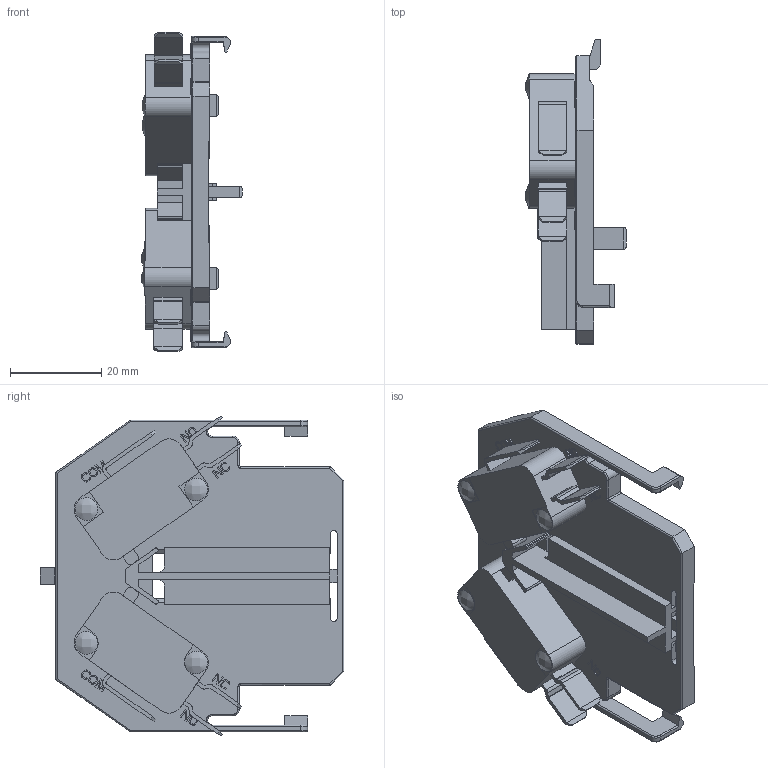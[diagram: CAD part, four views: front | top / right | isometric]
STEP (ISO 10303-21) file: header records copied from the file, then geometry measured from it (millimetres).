
FILE_DESCRIPTION (( 'STEP AP203' ), '1' );
FILE_NAME ('WDPAXFD22.STEP', '2024-08-08T18:14:36', ( '' ), ( '' ), 'SwSTEP 2.0', 'SolidWorks 2023', '' );
FILE_SCHEMA (( 'CONFIG_CONTROL_DESIGN' ));
Length unit declared in the file: inch
Products named in the file (1): WDPAXFD22
Bounding box: 22.01 x 66.8 x 70.21 mm (x, y, z)
Volume: 17177.9 mm3; surface area: 18499.3 mm2
Topology: 8 solids, 8 shells, 1045 faces, 2894 edges, 1904 vertices
Faces by surface type: plane 814, cylinder 201, bspline 22, cone 8
Entity records: 33838 total; most frequent: CARTESIAN_POINT 6930, ORIENTED_EDGE 5772, DIRECTION 5254, EDGE_CURVE 2886, VECTOR 2442, LINE 2442, VERTEX_POINT 1904, AXIS2_PLACEMENT_3D 1406
